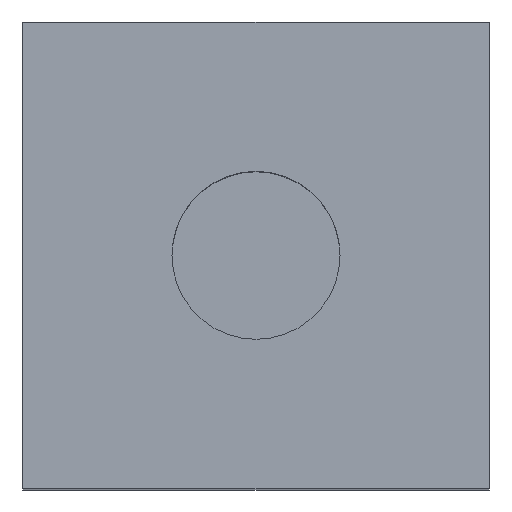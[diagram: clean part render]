
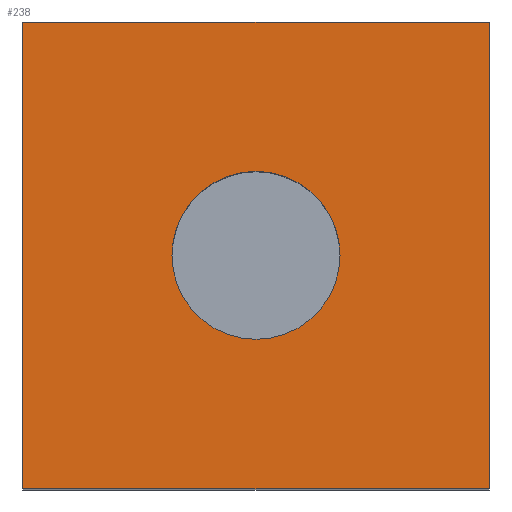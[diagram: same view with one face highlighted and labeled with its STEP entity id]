
A CAD part, top view. The second image highlights one B-rep face of the part: STEP entity #238.
In plain terms, the highlighted planar face has unit normal (0, 0, 1).
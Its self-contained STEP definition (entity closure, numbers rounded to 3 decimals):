
#8 = DIRECTION ( 'NONE',  ( 0., 0., 1. ) ) ;
#14 = CARTESIAN_POINT ( 'NONE',  ( 25., -25., 80. ) ) ;
#18 = CARTESIAN_POINT ( 'NONE',  ( -25., -25., 80. ) ) ;
#26 = EDGE_CURVE ( 'NONE', #248, #246, #352, .T. ) ;
#48 = DIRECTION ( 'NONE',  ( 0., 1., 0. ) ) ;
#49 = EDGE_LOOP ( 'NONE', ( #164, #466 ) ) ;
#55 = FACE_BOUND ( 'NONE', #49, .T. ) ;
#56 = ORIENTED_EDGE ( 'NONE', *, *, #26, .T. ) ;
#60 = VERTEX_POINT ( 'NONE', #154 ) ;
#61 = CARTESIAN_POINT ( 'NONE',  ( -25., -25., 80. ) ) ;
#88 = CARTESIAN_POINT ( 'NONE',  ( -25., 25., 80. ) ) ;
#90 = ORIENTED_EDGE ( 'NONE', *, *, #438, .F. ) ;
#91 = EDGE_CURVE ( 'NONE', #246, #60, #239, .T. ) ;
#95 = CARTESIAN_POINT ( 'NONE',  ( 25., -25., 80. ) ) ;
#104 = DIRECTION ( 'NONE',  ( 1., 0., 0. ) ) ;
#121 = FACE_OUTER_BOUND ( 'NONE', #137, .T. ) ;
#124 = ORIENTED_EDGE ( 'NONE', *, *, #269, .F. ) ;
#129 = DIRECTION ( 'NONE',  ( 0., 0., 1. ) ) ;
#137 = EDGE_LOOP ( 'NONE', ( #90, #56, #321, #124 ) ) ;
#149 = CIRCLE ( 'NONE', #439, 9. ) ;
#154 = CARTESIAN_POINT ( 'NONE',  ( 25., 25., 80. ) ) ;
#156 = VECTOR ( 'NONE', #259, 1000. ) ;
#164 = ORIENTED_EDGE ( 'NONE', *, *, #430, .F. ) ;
#191 = VERTEX_POINT ( 'NONE', #205 ) ;
#195 = VECTOR ( 'NONE', #270, 1000. ) ;
#200 = PLANE ( 'NONE',  #312 ) ;
#205 = CARTESIAN_POINT ( 'NONE',  ( -9., 0., 80. ) ) ;
#223 = CARTESIAN_POINT ( 'NONE',  ( 0., 0., 80. ) ) ;
#224 = VERTEX_POINT ( 'NONE', #88 ) ;
#227 = VECTOR ( 'NONE', #422, 1000. ) ;
#238 = ADVANCED_FACE ( 'NONE', ( #55, #121 ), #200, .F. ) ;
#239 = LINE ( 'NONE', #14, #328 ) ;
#243 = DIRECTION ( 'NONE',  ( -1., 0., 0. ) ) ;
#246 = VERTEX_POINT ( 'NONE', #95 ) ;
#247 = LINE ( 'NONE', #250, #156 ) ;
#248 = VERTEX_POINT ( 'NONE', #61 ) ;
#250 = CARTESIAN_POINT ( 'NONE',  ( -25., 25., 80. ) ) ;
#259 = DIRECTION ( 'NONE',  ( 1., 0., 0. ) ) ;
#261 = CARTESIAN_POINT ( 'NONE',  ( -25., -25., 80. ) ) ;
#269 = EDGE_CURVE ( 'NONE', #224, #60, #247, .T. ) ;
#270 = DIRECTION ( 'NONE',  ( 1., 0., 0. ) ) ;
#312 = AXIS2_PLACEMENT_3D ( 'NONE', #357, #315, #243 ) ;
#315 = DIRECTION ( 'NONE',  ( 0., 0., -1. ) ) ;
#317 = EDGE_CURVE ( 'NONE', #191, #473, #149, .T. ) ;
#321 = ORIENTED_EDGE ( 'NONE', *, *, #91, .T. ) ;
#328 = VECTOR ( 'NONE', #48, 1000. ) ;
#352 = LINE ( 'NONE', #18, #195 ) ;
#357 = CARTESIAN_POINT ( 'NONE',  ( 0., 0., 80. ) ) ;
#366 = DIRECTION ( 'NONE',  ( 1., 0., 0. ) ) ;
#385 = AXIS2_PLACEMENT_3D ( 'NONE', #223, #8, #104 ) ;
#422 = DIRECTION ( 'NONE',  ( 0., 1., 0. ) ) ;
#430 = EDGE_CURVE ( 'NONE', #473, #191, #456, .T. ) ;
#438 = EDGE_CURVE ( 'NONE', #248, #224, #457, .T. ) ;
#439 = AXIS2_PLACEMENT_3D ( 'NONE', #450, #129, #366 ) ;
#450 = CARTESIAN_POINT ( 'NONE',  ( 0., 0., 80. ) ) ;
#456 = CIRCLE ( 'NONE', #385, 9. ) ;
#457 = LINE ( 'NONE', #261, #227 ) ;
#466 = ORIENTED_EDGE ( 'NONE', *, *, #317, .F. ) ;
#467 = CARTESIAN_POINT ( 'NONE',  ( 9., 0., 80. ) ) ;
#473 = VERTEX_POINT ( 'NONE', #467 ) ;
